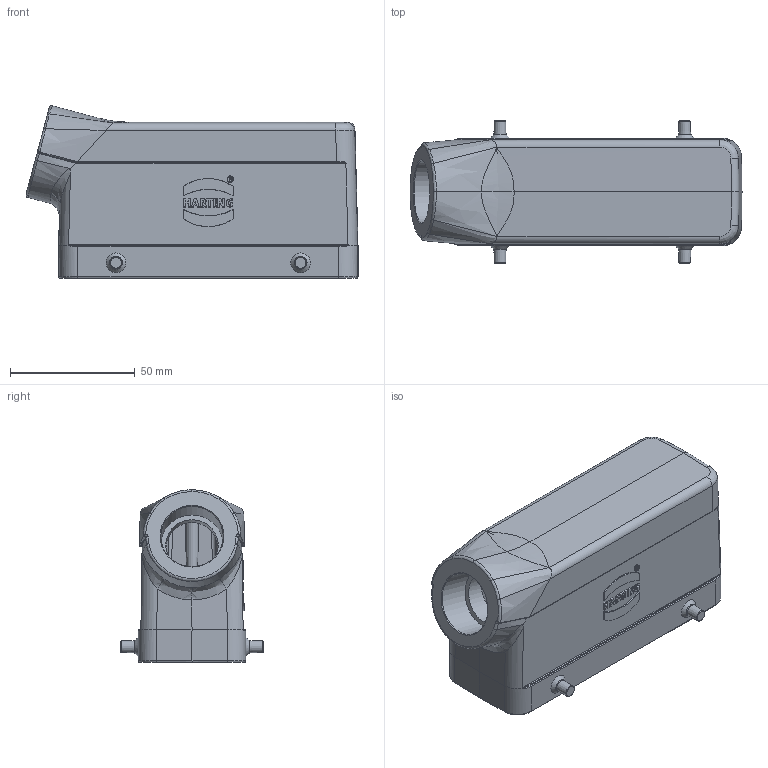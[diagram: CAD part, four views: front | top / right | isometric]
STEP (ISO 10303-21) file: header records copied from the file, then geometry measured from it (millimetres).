
FILE_DESCRIPTION(/* description */ (''),/* implementation_level */ '2;1');
FILE_NAME(/* name */ '100094880ugm000_c.stp',/* time_stamp */ '2017-11-03T06:52:13+01:00',/* author */ (''),/* organization */ (''),/* preprocessor_version */ 'ST-DEVELOPER v16',/* originating_system */ 'SIEMENS PLM Software NX 10.0',/* authorisation */ '');
FILE_SCHEMA (('AUTOMOTIVE_DESIGN { 1 0 10303 214 3 1 1 1 }'));
Length unit declared in the file: millimetre
Products named in the file (1): 100094880ugm000_c
Bounding box: 133.06 x 57.2 x 69.11 mm (x, y, z)
Volume: 88429.4 mm3; surface area: 48288.1 mm2
Topology: 1 solids, 1 shells, 364 faces, 1418 edges, 1599 vertices
Faces by surface type: plane 140, bspline 114, cylinder 81, cone 19, torus 10
Full cylindrical faces by diameter (mm): 3 x4, 21 x1, 25 x1
Entity records: 19331 total; most frequent: CARTESIAN_POINT 7820, ORIENTED_EDGE 1676, DIRECTION 1551, EDGE_CURVE 838, PRESENTATION_STYLE_ASSIGNMENT 632, LINE 567, VECTOR 567, B_SPLINE_CURVE_WITH_KNOTS 547
